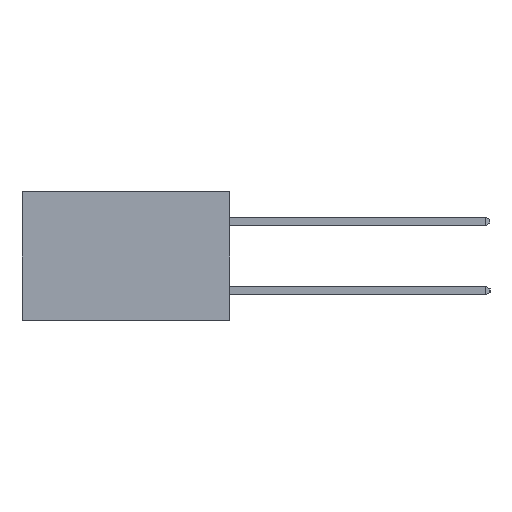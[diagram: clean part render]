
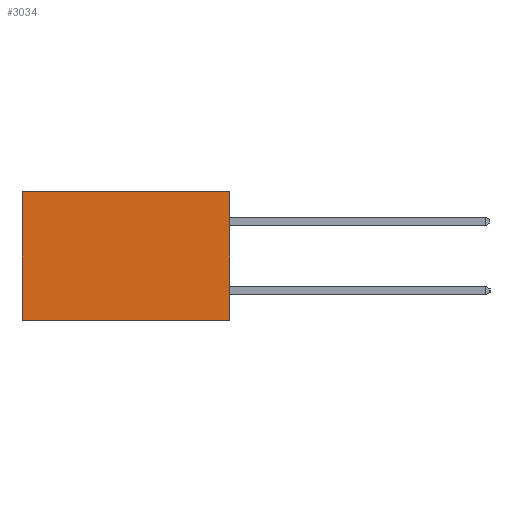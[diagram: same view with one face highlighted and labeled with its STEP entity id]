
A CAD part, left-side view. The second image highlights one B-rep face of the part: STEP entity #3034.
In plain terms, the highlighted planar face has unit normal (-1, 0, 0).
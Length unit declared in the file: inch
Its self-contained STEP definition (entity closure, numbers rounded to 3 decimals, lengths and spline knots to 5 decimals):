
#538 = VECTOR ( 'NONE', #4740, 39.37008 ) ;
#1394 = LINE ( 'NONE', #3012, #7237 ) ;
#1443 = FACE_OUTER_BOUND ( 'NONE', #4975, .T. ) ;
#1537 = VERTEX_POINT ( 'NONE', #12886 ) ;
#1881 = LINE ( 'NONE', #9644, #12603 ) ;
#1916 = ORIENTED_EDGE ( 'NONE', *, *, #2415, .T. ) ;
#2415 = EDGE_CURVE ( 'NONE', #4160, #1537, #8212, .T. ) ;
#2812 = CARTESIAN_POINT ( 'NONE',  ( 0.2615, 0.6, 0. ) ) ;
#2997 = DIRECTION ( 'NONE',  ( 0., 1., 0. ) ) ;
#3012 = CARTESIAN_POINT ( 'NONE',  ( 0.2615, 0., -0.37 ) ) ;
#3034 = ADVANCED_FACE ( 'NONE', ( #1443 ), #8161, .F. ) ;
#3190 = VERTEX_POINT ( 'NONE', #4322 ) ;
#4160 = VERTEX_POINT ( 'NONE', #2812 ) ;
#4322 = CARTESIAN_POINT ( 'NONE',  ( 0.2615, 0., 0. ) ) ;
#4740 = DIRECTION ( 'NONE',  ( 0., 0., -1. ) ) ;
#4865 = CARTESIAN_POINT ( 'NONE',  ( 0.2615, 0., -0.37 ) ) ;
#4975 = EDGE_LOOP ( 'NONE', ( #1916, #6243, #6124, #6601 ) ) ;
#5580 = EDGE_CURVE ( 'NONE', #3190, #4160, #1881, .T. ) ;
#5777 = VECTOR ( 'NONE', #10226, 39.37008 ) ;
#6124 = ORIENTED_EDGE ( 'NONE', *, *, #7628, .F. ) ;
#6243 = ORIENTED_EDGE ( 'NONE', *, *, #12419, .F. ) ;
#6601 = ORIENTED_EDGE ( 'NONE', *, *, #5580, .T. ) ;
#7237 = VECTOR ( 'NONE', #2997, 39.37008 ) ;
#7628 = EDGE_CURVE ( 'NONE', #3190, #9205, #11700, .T. ) ;
#7945 = DIRECTION ( 'NONE',  ( 1., 0., 0. ) ) ;
#8161 = PLANE ( 'NONE',  #12902 ) ;
#8212 = LINE ( 'NONE', #10818, #5777 ) ;
#8755 = DIRECTION ( 'NONE',  ( 0., 0., -1. ) ) ;
#8815 = CARTESIAN_POINT ( 'NONE',  ( 0.2615, 0., -0.37 ) ) ;
#9205 = VERTEX_POINT ( 'NONE', #8815 ) ;
#9385 = DIRECTION ( 'NONE',  ( 0., 1., 0. ) ) ;
#9426 = CARTESIAN_POINT ( 'NONE',  ( 0.2615, 0., -0.37 ) ) ;
#9644 = CARTESIAN_POINT ( 'NONE',  ( 0.2615, 0., 0. ) ) ;
#10226 = DIRECTION ( 'NONE',  ( 0., 0., -1. ) ) ;
#10818 = CARTESIAN_POINT ( 'NONE',  ( 0.2615, 0.6, -0.37 ) ) ;
#11700 = LINE ( 'NONE', #4865, #538 ) ;
#12419 = EDGE_CURVE ( 'NONE', #9205, #1537, #1394, .T. ) ;
#12603 = VECTOR ( 'NONE', #9385, 39.37008 ) ;
#12886 = CARTESIAN_POINT ( 'NONE',  ( 0.2615, 0.6, -0.37 ) ) ;
#12902 = AXIS2_PLACEMENT_3D ( 'NONE', #9426, #7945, #8755 ) ;
